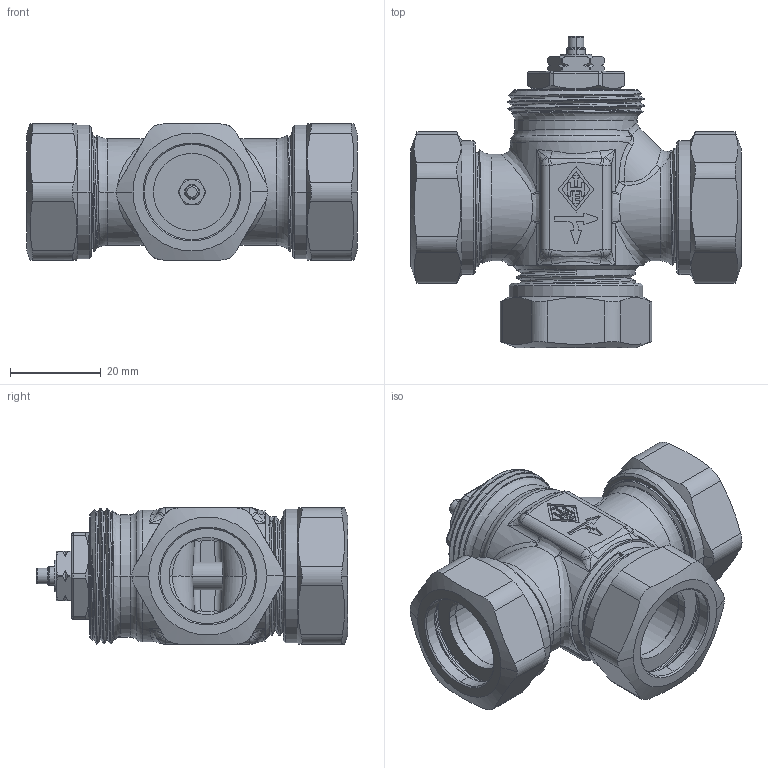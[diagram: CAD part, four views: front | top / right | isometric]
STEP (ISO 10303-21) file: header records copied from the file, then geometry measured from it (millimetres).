
FILE_DESCRIPTION((''),'2;1');
FILE_NAME('4160-22-000-PROSPEKT_SW0001','2014-09-16T',('marann'),(''),'PRO/ENGINEER BY PARAMETRIC TECHNOLOGY CORPORATION, 2011490','PRO/ENGINEER BY PARAMETRIC TECHNOLOGY CORPORATION, 2011490','');
FILE_SCHEMA(('CONFIG_CONTROL_DESIGN'));
Products named in the file (1): 4160-22-000-PROSPEKT_SW0001
Bounding box: 72.8 x 68.7 x 30 mm (x, y, z)
Volume: 38917.9 mm3; surface area: 27143 mm2
Topology: 1 solids, 3 shells, 1042 faces, 2549 edges, 1557 vertices
Faces by surface type: plane 306, cylinder 294, bspline 169, cone 165, torus 92, sphere 16
Entity records: 52020 total; most frequent: CARTESIAN_POINT 28841, ORIENTED_EDGE 5094, DIRECTION 4485, EDGE_CURVE 2547, AXIS2_PLACEMENT_3D 1730, VERTEX_POINT 1557, EDGE_LOOP 1102, FACE_OUTER_BOUND 1042
